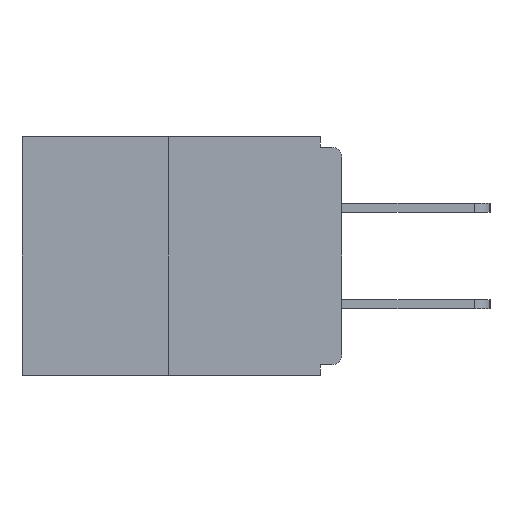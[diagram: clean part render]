
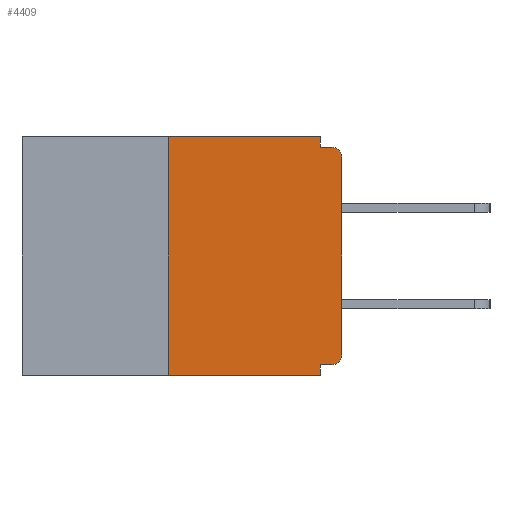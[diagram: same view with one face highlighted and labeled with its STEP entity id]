
A CAD part, left-side view. The second image highlights one B-rep face of the part: STEP entity #4409.
In plain terms, the highlighted planar face has unit normal (-1, 0, 0).
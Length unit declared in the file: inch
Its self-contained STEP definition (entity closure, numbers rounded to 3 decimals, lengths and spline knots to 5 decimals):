
#158 = LINE ( 'NONE', #8498, #11619 ) ;
#310 = LINE ( 'NONE', #7613, #1776 ) ;
#416 = EDGE_CURVE ( 'NONE', #2696, #8725, #5613, .T. ) ;
#449 = EDGE_CURVE ( 'NONE', #11456, #2224, #4698, .T. ) ;
#466 = CARTESIAN_POINT ( 'NONE',  ( 0., 0., -0.328 ) ) ;
#527 = EDGE_LOOP ( 'NONE', ( #9309, #11249, #7755, #5362, #5221, #9428, #4250, #2737, #5616, #11515 ) ) ;
#571 = CARTESIAN_POINT ( 'NONE',  ( 0., 0.015, -0.015 ) ) ;
#660 = DIRECTION ( 'NONE',  ( 0., 0., -1. ) ) ;
#752 = DIRECTION ( 'NONE',  ( 0., 0., -1. ) ) ;
#1075 = DIRECTION ( 'NONE',  ( -1., 0., 0. ) ) ;
#1221 = VECTOR ( 'NONE', #660, 39.37008 ) ;
#1240 = FACE_OUTER_BOUND ( 'NONE', #527, .T. ) ;
#1776 = VECTOR ( 'NONE', #4790, 39.37008 ) ;
#1847 = LINE ( 'NONE', #466, #4629 ) ;
#2224 = VERTEX_POINT ( 'NONE', #11494 ) ;
#2250 = VERTEX_POINT ( 'NONE', #8929 ) ;
#2405 = DIRECTION ( 'NONE',  ( 0., 0., -1. ) ) ;
#2493 = CARTESIAN_POINT ( 'NONE',  ( 0., 0.031, 0. ) ) ;
#2696 = VERTEX_POINT ( 'NONE', #6759 ) ;
#2737 = ORIENTED_EDGE ( 'NONE', *, *, #416, .T. ) ;
#2853 = CARTESIAN_POINT ( 'NONE',  ( 0., 0., -0.313 ) ) ;
#2857 = VECTOR ( 'NONE', #4365, 39.37008 ) ;
#2910 = LINE ( 'NONE', #6106, #6317 ) ;
#3468 = CARTESIAN_POINT ( 'NONE',  ( 0., 0.031, 0. ) ) ;
#3659 = PLANE ( 'NONE',  #6004 ) ;
#3994 = CARTESIAN_POINT ( 'NONE',  ( 0., 0.46, 0. ) ) ;
#4250 = ORIENTED_EDGE ( 'NONE', *, *, #6051, .T. ) ;
#4365 = DIRECTION ( 'NONE',  ( 0., 0., -1. ) ) ;
#4409 = ADVANCED_FACE ( 'NONE', ( #1240 ), #3659, .F. ) ;
#4606 = DIRECTION ( 'NONE',  ( 0., -1., 0. ) ) ;
#4629 = VECTOR ( 'NONE', #6074, 39.37008 ) ;
#4698 = LINE ( 'NONE', #10151, #6949 ) ;
#4790 = DIRECTION ( 'NONE',  ( 0., 0., 1. ) ) ;
#4824 = VERTEX_POINT ( 'NONE', #2493 ) ;
#4889 = LINE ( 'NONE', #3994, #5496 ) ;
#4935 = DIRECTION ( 'NONE',  ( 0., -1., 0. ) ) ;
#5074 = AXIS2_PLACEMENT_3D ( 'NONE', #11943, #11795, #2405 ) ;
#5221 = ORIENTED_EDGE ( 'NONE', *, *, #9322, .F. ) ;
#5362 = ORIENTED_EDGE ( 'NONE', *, *, #5382, .F. ) ;
#5382 = EDGE_CURVE ( 'NONE', #2250, #2224, #7861, .T. ) ;
#5496 = VECTOR ( 'NONE', #4935, 39.37008 ) ;
#5613 = CIRCLE ( 'NONE', #5074, 0.015 ) ;
#5616 = ORIENTED_EDGE ( 'NONE', *, *, #7206, .F. ) ;
#6004 = AXIS2_PLACEMENT_3D ( 'NONE', #12057, #9207, #752 ) ;
#6051 = EDGE_CURVE ( 'NONE', #10074, #2696, #158, .T. ) ;
#6074 = DIRECTION ( 'NONE',  ( 0., 1., 0. ) ) ;
#6099 = CARTESIAN_POINT ( 'NONE',  ( 0., 0.015, -0.328 ) ) ;
#6106 = CARTESIAN_POINT ( 'NONE',  ( 0., 0., -0.015 ) ) ;
#6302 = CARTESIAN_POINT ( 'NONE',  ( 0., 0.031, -0.343 ) ) ;
#6317 = VECTOR ( 'NONE', #8229, 39.37008 ) ;
#6731 = CARTESIAN_POINT ( 'NONE',  ( 0., 0.015, -0.313 ) ) ;
#6759 = CARTESIAN_POINT ( 'NONE',  ( 0., 0., -0.03 ) ) ;
#6771 = CARTESIAN_POINT ( 'NONE',  ( 0., 0.031, -0.015 ) ) ;
#6897 = VERTEX_POINT ( 'NONE', #6771 ) ;
#6949 = VECTOR ( 'NONE', #4606, 39.37008 ) ;
#7206 = EDGE_CURVE ( 'NONE', #6897, #8725, #2910, .T. ) ;
#7302 = AXIS2_PLACEMENT_3D ( 'NONE', #6731, #1075, #9370 ) ;
#7613 = CARTESIAN_POINT ( 'NONE',  ( 0., 0.25, 0. ) ) ;
#7755 = ORIENTED_EDGE ( 'NONE', *, *, #449, .T. ) ;
#7861 = LINE ( 'NONE', #6302, #1221 ) ;
#8229 = DIRECTION ( 'NONE',  ( 0., -1., 0. ) ) ;
#8308 = VERTEX_POINT ( 'NONE', #12059 ) ;
#8498 = CARTESIAN_POINT ( 'NONE',  ( 0., 0., 0. ) ) ;
#8694 = VERTEX_POINT ( 'NONE', #6099 ) ;
#8725 = VERTEX_POINT ( 'NONE', #571 ) ;
#8766 = CIRCLE ( 'NONE', #7302, 0.015 ) ;
#8929 = CARTESIAN_POINT ( 'NONE',  ( 0., 0.031, -0.328 ) ) ;
#9127 = EDGE_CURVE ( 'NONE', #8694, #10074, #8766, .T. ) ;
#9178 = CARTESIAN_POINT ( 'NONE',  ( 0., 0.25, -0.343 ) ) ;
#9207 = DIRECTION ( 'NONE',  ( 1., 0., 0. ) ) ;
#9309 = ORIENTED_EDGE ( 'NONE', *, *, #10871, .F. ) ;
#9322 = EDGE_CURVE ( 'NONE', #8694, #2250, #1847, .T. ) ;
#9370 = DIRECTION ( 'NONE',  ( 0., 0., -1. ) ) ;
#9428 = ORIENTED_EDGE ( 'NONE', *, *, #9127, .T. ) ;
#9434 = DIRECTION ( 'NONE',  ( 0., 0., 1. ) ) ;
#9790 = EDGE_CURVE ( 'NONE', #4824, #6897, #10344, .T. ) ;
#10074 = VERTEX_POINT ( 'NONE', #2853 ) ;
#10151 = CARTESIAN_POINT ( 'NONE',  ( 0., 0.46, -0.343 ) ) ;
#10344 = LINE ( 'NONE', #3468, #2857 ) ;
#10871 = EDGE_CURVE ( 'NONE', #8308, #4824, #4889, .T. ) ;
#11249 = ORIENTED_EDGE ( 'NONE', *, *, #12041, .F. ) ;
#11456 = VERTEX_POINT ( 'NONE', #9178 ) ;
#11494 = CARTESIAN_POINT ( 'NONE',  ( 0., 0.031, -0.343 ) ) ;
#11515 = ORIENTED_EDGE ( 'NONE', *, *, #9790, .F. ) ;
#11619 = VECTOR ( 'NONE', #9434, 39.37008 ) ;
#11795 = DIRECTION ( 'NONE',  ( -1., 0., 0. ) ) ;
#11943 = CARTESIAN_POINT ( 'NONE',  ( 0., 0.015, -0.03 ) ) ;
#12041 = EDGE_CURVE ( 'NONE', #11456, #8308, #310, .T. ) ;
#12057 = CARTESIAN_POINT ( 'NONE',  ( 0., 0.46, 0. ) ) ;
#12059 = CARTESIAN_POINT ( 'NONE',  ( 0., 0.25, 0. ) ) ;
